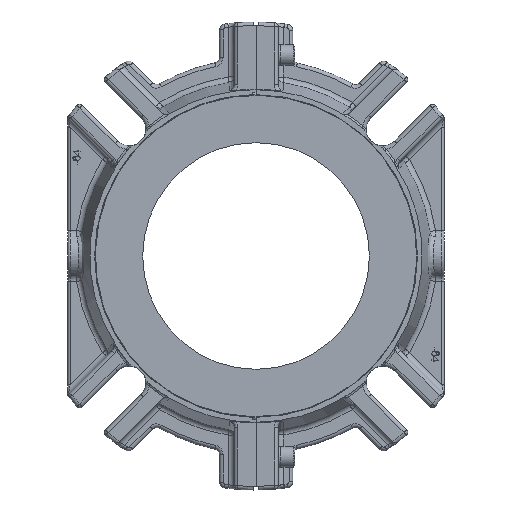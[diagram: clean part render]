
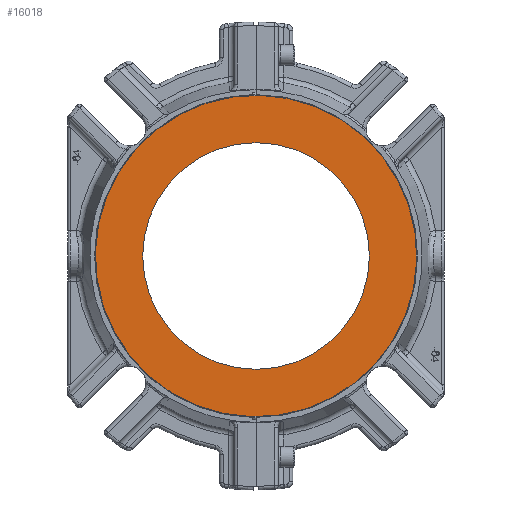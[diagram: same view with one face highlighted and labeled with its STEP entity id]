
A CAD part, front view. The second image highlights one B-rep face of the part: STEP entity #16018.
In plain terms, the highlighted planar face has unit normal (0, -1, 0).
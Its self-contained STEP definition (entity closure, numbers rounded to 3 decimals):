
#7742=ORIENTED_EDGE('',*,*,#10159,.T.);
#7743=ORIENTED_EDGE('',*,*,#10158,.T.);
#10158=EDGE_CURVE('',#11636,#11636,#12686,.T.);
#10159=EDGE_CURVE('',#11637,#11637,#12687,.F.);
#11636=VERTEX_POINT('',#31971);
#11637=VERTEX_POINT('',#31974);
#12686=CIRCLE('',#17947,139.56);
#12687=CIRCLE('',#17949,98.425);
#13734=EDGE_LOOP('',(#7742));
#13735=EDGE_LOOP('',(#7743));
#14790=FACE_BOUND('',#13734,.T.);
#14791=FACE_BOUND('',#13735,.T.);
#15043=PLANE('',#17948);
#16018=ADVANCED_FACE('',(#14790,#14791),#15043,.T.);
#17947=AXIS2_PLACEMENT_3D('',#31970,#22587,#22588);
#17948=AXIS2_PLACEMENT_3D('',#31972,#22589,#22590);
#17949=AXIS2_PLACEMENT_3D('',#31973,#22591,#22592);
#22587=DIRECTION('',(0.,-1.,0.));
#22588=DIRECTION('',(0.366,0.,0.931));
#22589=DIRECTION('',(0.,-1.,0.));
#22590=DIRECTION('',(0.366,0.,0.931));
#22591=DIRECTION('',(0.,-1.,0.));
#22592=DIRECTION('',(0.,0.,-1.));
#31970=CARTESIAN_POINT('',(0.,-11.823,0.));
#31971=CARTESIAN_POINT('',(51.105,-11.823,129.867));
#31972=CARTESIAN_POINT('',(44.717,-11.823,113.633));
#31973=CARTESIAN_POINT('',(0.,-11.823,0.));
#31974=CARTESIAN_POINT('',(0.,-11.823,-98.425));
